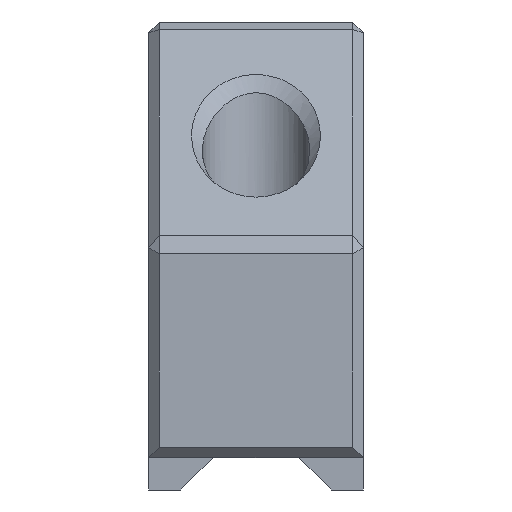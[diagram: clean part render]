
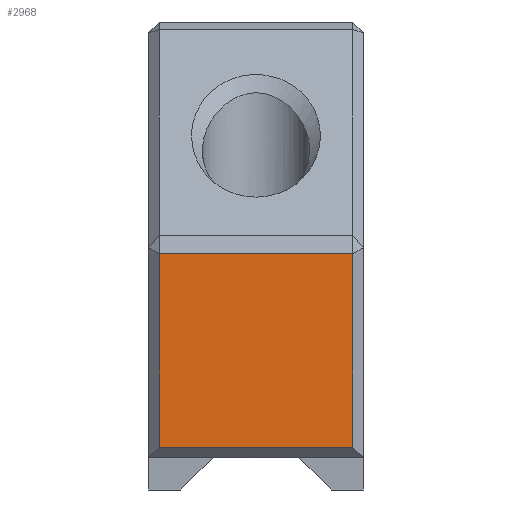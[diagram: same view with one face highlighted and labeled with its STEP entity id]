
A CAD part, front view. The second image highlights one B-rep face of the part: STEP entity #2968.
In plain terms, the highlighted planar face has unit normal (0, -1, 0).
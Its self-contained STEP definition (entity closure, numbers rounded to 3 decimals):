
#234=PLANE('',#3155);
#351=FACE_OUTER_BOUND('',#526,.T.);
#526=EDGE_LOOP('',(#2271,#2272,#2273,#2274));
#754=LINE('',#4142,#1074);
#757=LINE('',#4146,#1077);
#759=LINE('',#4150,#1079);
#761=LINE('',#4153,#1081);
#1074=VECTOR('',#3434,10.);
#1077=VECTOR('',#3439,10.);
#1079=VECTOR('',#3443,10.);
#1081=VECTOR('',#3447,10.);
#1357=VERTEX_POINT('',#4060);
#1358=VERTEX_POINT('',#4064);
#1378=VERTEX_POINT('',#4141);
#1379=VERTEX_POINT('',#4149);
#1703=EDGE_CURVE('',#1378,#1358,#754,.T.);
#1706=EDGE_CURVE('',#1358,#1357,#757,.T.);
#1708=EDGE_CURVE('',#1357,#1379,#759,.T.);
#1710=EDGE_CURVE('',#1379,#1378,#761,.T.);
#2271=ORIENTED_EDGE('',*,*,#1703,.F.);
#2272=ORIENTED_EDGE('',*,*,#1710,.F.);
#2273=ORIENTED_EDGE('',*,*,#1708,.F.);
#2274=ORIENTED_EDGE('',*,*,#1706,.F.);
#2968=ADVANCED_FACE('',(#351),#234,.T.);
#3155=AXIS2_PLACEMENT_3D('',#4184,#3475,#3476);
#3434=DIRECTION('',(0.,0.,1.));
#3439=DIRECTION('',(1.,0.,0.));
#3443=DIRECTION('',(0.,0.,-1.));
#3447=DIRECTION('',(-1.,0.,0.));
#3475=DIRECTION('center_axis',(0.,-1.,0.));
#3476=DIRECTION('ref_axis',(0.,0.,-1.));
#4060=CARTESIAN_POINT('',(19.,-10.,19.));
#4064=CARTESIAN_POINT('',(1.,-10.,19.));
#4141=CARTESIAN_POINT('',(1.,-10.,1.));
#4142=CARTESIAN_POINT('',(1.,-10.,19.152));
#4146=CARTESIAN_POINT('',(0.,-10.,19.));
#4149=CARTESIAN_POINT('',(19.,-10.,1.));
#4150=CARTESIAN_POINT('',(19.,-10.,19.152));
#4153=CARTESIAN_POINT('',(0.,-10.,1.));
#4184=CARTESIAN_POINT('Origin',(0.,-10.,20.));
